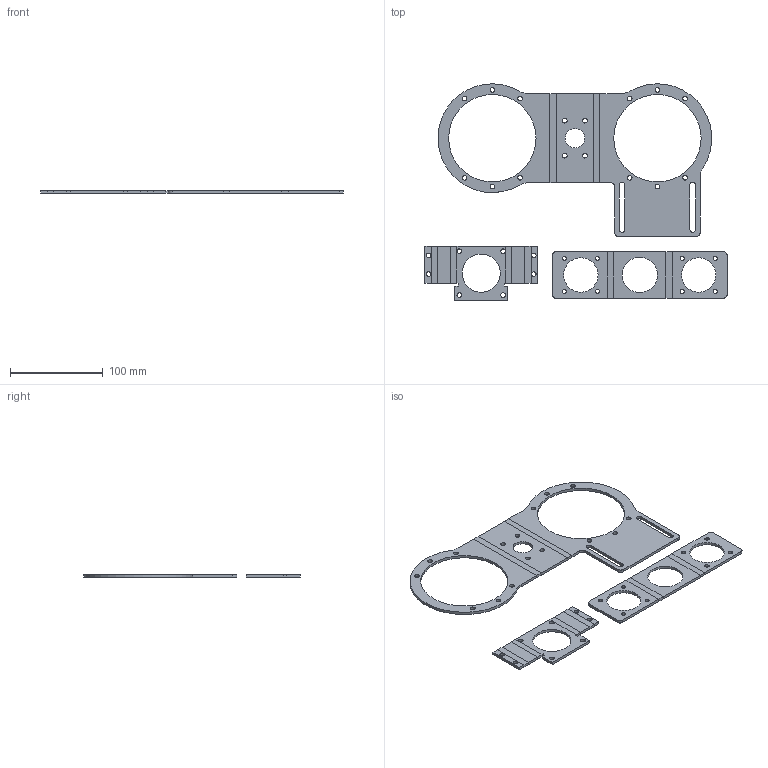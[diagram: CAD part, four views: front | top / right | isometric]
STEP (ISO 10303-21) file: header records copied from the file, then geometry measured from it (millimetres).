
FILE_DESCRIPTION(/* description */ (''),/* implementation_level */ '2;1');
FILE_NAME(/* name */ 'blacha 370x280 v3.step',/* time_stamp */ '2024-05-28T16:44:13+02:00',/* author */ (''),/* organization */ (''),/* preprocessor_version */ 'ST-DEVELOPER v20',/* originating_system */ 'Autodesk Translation Framework v13.14.0.145',/* authorisation */ '');
FILE_SCHEMA (('AUTOMOTIVE_DESIGN { 1 0 10303 214 3 1 1 }'));
Length unit declared in the file: millimetre
Products named in the file (4): blacha 370x280; Nema connctor; Przegub 2; Wrist
Assembly tree (3 placements, depth 2):
  blacha 370x280
    Nema connctor
    Przegub 2
    Wrist
Bounding box: 325.16 x 232.72 x 3 mm (x, y, z)
Volume: 86646.9 mm3; surface area: 68387.8 mm2
Topology: 3 solids, 3 shells, 201 faces, 525 edges, 326 vertices
Faces by surface type: plane 97, cylinder 56, bspline 48
Full cylindrical faces by diameter (mm): 5 x22, 20.9 x1, 37 x2, 38 x1, 41 x1, 94 x2
Entity records: 6915 total; most frequent: CARTESIAN_POINT 1967, ORIENTED_EDGE 1050, DIRECTION 861, EDGE_CURVE 525, VERTEX_POINT 326, LINE 317, VECTOR 317, EDGE_LOOP 279
